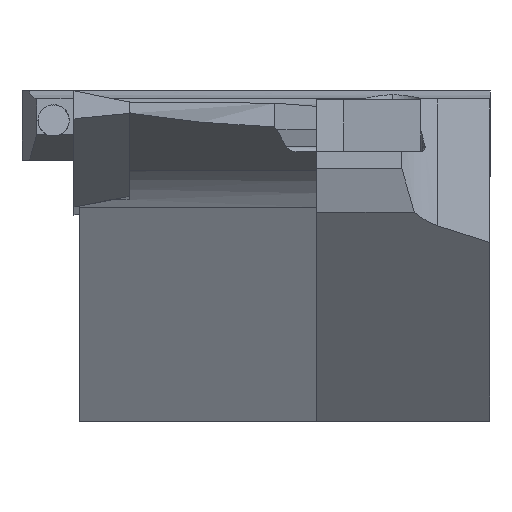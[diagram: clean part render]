
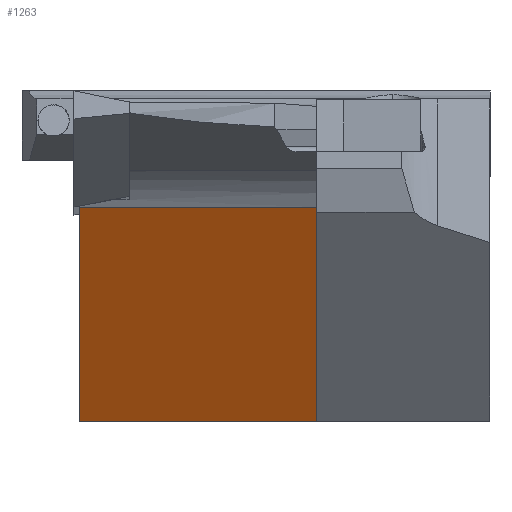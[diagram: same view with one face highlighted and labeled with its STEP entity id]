
A CAD part, left-side view. The second image highlights one B-rep face of the part: STEP entity #1263.
In plain terms, the highlighted planar face has unit normal (-0.87, 0, -0.492).
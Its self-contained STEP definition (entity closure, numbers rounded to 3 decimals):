
#45 = CARTESIAN_POINT ( 'NONE',  ( -111.458, -3.5, -9.525 ) ) ;
#52 = EDGE_CURVE ( 'NONE', #1664, #613, #620, .T. ) ;
#61 = EDGE_LOOP ( 'NONE', ( #616, #2982, #1476, #3077 ) ) ;
#185 = AXIS2_PLACEMENT_3D ( 'NONE', #2903, #2491, #326 ) ;
#326 = DIRECTION ( 'NONE',  ( 0.492, 0., -0.87 ) ) ;
#331 = LINE ( 'NONE', #813, #1187 ) ;
#494 = DIRECTION ( 'NONE',  ( 0., 1., 0. ) ) ;
#570 = VERTEX_POINT ( 'NONE', #3673 ) ;
#603 = CARTESIAN_POINT ( 'NONE',  ( -118.444, 10.2, 2.823 ) ) ;
#613 = VERTEX_POINT ( 'NONE', #1044 ) ;
#616 = ORIENTED_EDGE ( 'NONE', *, *, #2290, .T. ) ;
#620 = LINE ( 'NONE', #3587, #1701 ) ;
#813 = CARTESIAN_POINT ( 'NONE',  ( -118.444, -160.717, 2.823 ) ) ;
#893 = VECTOR ( 'NONE', #3251, 1000. ) ;
#1044 = CARTESIAN_POINT ( 'NONE',  ( -111.458, 10.2, -9.525 ) ) ;
#1117 = LINE ( 'NONE', #3227, #3259 ) ;
#1187 = VECTOR ( 'NONE', #1533, 1000. ) ;
#1263 = ADVANCED_FACE ( 'NONE', ( #1991 ), #1299, .F. ) ;
#1299 = PLANE ( 'NONE',  #185 ) ;
#1476 = ORIENTED_EDGE ( 'NONE', *, *, #52, .F. ) ;
#1533 = DIRECTION ( 'NONE',  ( 0., 1., 0. ) ) ;
#1586 = LINE ( 'NONE', #603, #893 ) ;
#1664 = VERTEX_POINT ( 'NONE', #45 ) ;
#1701 = VECTOR ( 'NONE', #494, 1000. ) ;
#1804 = DIRECTION ( 'NONE',  ( -0.492, 0., 0.87 ) ) ;
#1991 = FACE_OUTER_BOUND ( 'NONE', #61, .T. ) ;
#2290 = EDGE_CURVE ( 'NONE', #570, #2929, #331, .T. ) ;
#2491 = DIRECTION ( 'NONE',  ( 0.87, 0., 0.492 ) ) ;
#2778 = CARTESIAN_POINT ( 'NONE',  ( -118.444, 10.2, 2.823 ) ) ;
#2903 = CARTESIAN_POINT ( 'NONE',  ( -118.444, -160.717, 2.823 ) ) ;
#2929 = VERTEX_POINT ( 'NONE', #2778 ) ;
#2982 = ORIENTED_EDGE ( 'NONE', *, *, #3337, .T. ) ;
#3077 = ORIENTED_EDGE ( 'NONE', *, *, #3731, .T. ) ;
#3227 = CARTESIAN_POINT ( 'NONE',  ( -118.444, -3.5, 2.823 ) ) ;
#3251 = DIRECTION ( 'NONE',  ( 0.492, 0., -0.87 ) ) ;
#3259 = VECTOR ( 'NONE', #1804, 1000. ) ;
#3337 = EDGE_CURVE ( 'NONE', #2929, #613, #1586, .T. ) ;
#3587 = CARTESIAN_POINT ( 'NONE',  ( -111.458, -160.717, -9.525 ) ) ;
#3673 = CARTESIAN_POINT ( 'NONE',  ( -118.444, -3.5, 2.823 ) ) ;
#3731 = EDGE_CURVE ( 'NONE', #1664, #570, #1117, .T. ) ;
